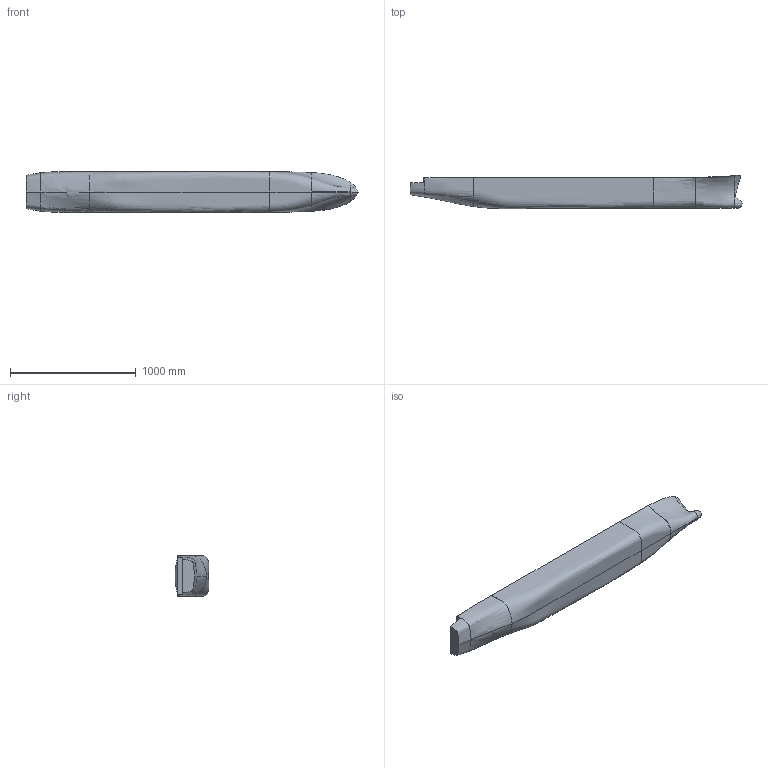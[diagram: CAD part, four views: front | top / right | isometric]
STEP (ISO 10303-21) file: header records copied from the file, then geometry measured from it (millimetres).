
FILE_DESCRIPTION (( 'STEP AP203' ), '1' );
FILE_NAME ('New Hull.STEP', '2013-07-17T01:49:59', ( '' ), ( '' ), 'SwSTEP 2.0', 'SolidWorks 2013', '' );
FILE_SCHEMA (( 'CONFIG_CONTROL_DESIGN' ));
Length unit declared in the file: inch
Products named in the file (1): New Hull
Bounding box: 2635.72 x 268.17 x 323.11 mm (x, y, z)
Surface area: 2661815.4 mm2 (no closed solid volume)
Topology: 0 solids, 1 shells, 16 faces, 49 edges, 29 vertices
Faces by surface type: bspline 15, plane 1
Entity records: 13943 total; most frequent: CARTESIAN_POINT 13587, ORIENTED_EDGE 78, EDGE_CURVE 47, B_SPLINE_CURVE_WITH_KNOTS 46, VERTEX_POINT 29, ADVANCED_FACE 16, EDGE_LOOP 16, FACE_OUTER_BOUND 16
